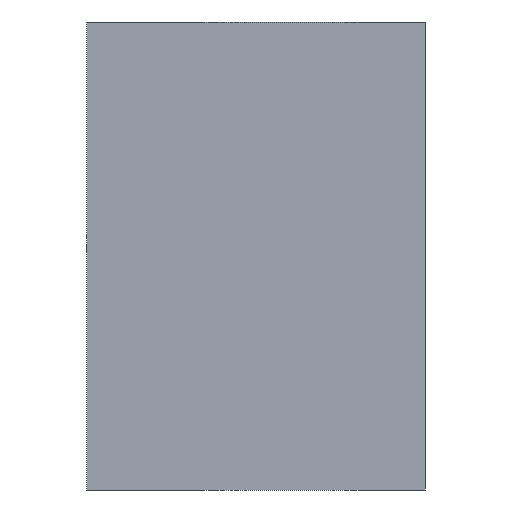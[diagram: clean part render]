
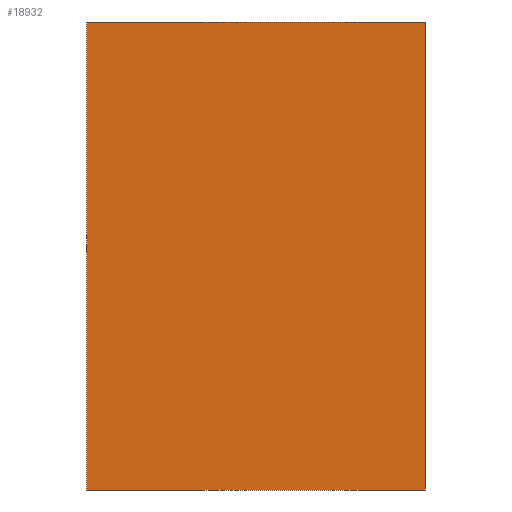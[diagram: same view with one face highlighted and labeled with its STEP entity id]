
A CAD part, front view. The second image highlights one B-rep face of the part: STEP entity #18932.
In plain terms, the highlighted planar face has unit normal (0, -1, 0).
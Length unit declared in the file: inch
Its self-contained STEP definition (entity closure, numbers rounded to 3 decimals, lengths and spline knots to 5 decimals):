
#2238 = CARTESIAN_POINT ( 'NONE',  ( 26., -3.25, -33.5 ) ) ;
#5728 = EDGE_CURVE ( 'NONE', #11311, #8654, #20403, .T. ) ;
#7527 = VECTOR ( 'NONE', #52535, 39.37008 ) ;
#8654 = VERTEX_POINT ( 'NONE', #13953 ) ;
#9861 = ORIENTED_EDGE ( 'NONE', *, *, #49149, .T. ) ;
#10412 = CARTESIAN_POINT ( 'NONE',  ( 26., -3.25, 38.5 ) ) ;
#11311 = VERTEX_POINT ( 'NONE', #10412 ) ;
#13953 = CARTESIAN_POINT ( 'NONE',  ( -26., -3.25, 38.5 ) ) ;
#18932 = ADVANCED_FACE ( 'NONE', ( #36430 ), #61107, .F. ) ;
#19474 = DIRECTION ( 'NONE',  ( 0., 0., 1. ) ) ;
#20403 = LINE ( 'NONE', #54502, #53850 ) ;
#22153 = CARTESIAN_POINT ( 'NONE',  ( 0., -3.25, 0. ) ) ;
#23637 = LINE ( 'NONE', #2238, #68145 ) ;
#25640 = CARTESIAN_POINT ( 'NONE',  ( -26., -3.25, -33.5 ) ) ;
#26118 = EDGE_LOOP ( 'NONE', ( #65207, #35119, #31941, #9861 ) ) ;
#27164 = VERTEX_POINT ( 'NONE', #30737 ) ;
#27669 = DIRECTION ( 'NONE',  ( 0., 0., 1. ) ) ;
#30737 = CARTESIAN_POINT ( 'NONE',  ( 26., -3.25, -33.5 ) ) ;
#31941 = ORIENTED_EDGE ( 'NONE', *, *, #61374, .T. ) ;
#35119 = ORIENTED_EDGE ( 'NONE', *, *, #5728, .T. ) ;
#36430 = FACE_OUTER_BOUND ( 'NONE', #26118, .T. ) ;
#40328 = AXIS2_PLACEMENT_3D ( 'NONE', #22153, #43727, #27669 ) ;
#43727 = DIRECTION ( 'NONE',  ( 0., 1., 0. ) ) ;
#45402 = EDGE_CURVE ( 'NONE', #27164, #11311, #23637, .T. ) ;
#46576 = CARTESIAN_POINT ( 'NONE',  ( -26., -3.25, -33.5 ) ) ;
#47745 = DIRECTION ( 'NONE',  ( 1., 0., 0. ) ) ;
#49149 = EDGE_CURVE ( 'NONE', #59120, #27164, #52280, .T. ) ;
#52280 = LINE ( 'NONE', #69897, #65042 ) ;
#52535 = DIRECTION ( 'NONE',  ( 0., 0., -1. ) ) ;
#53850 = VECTOR ( 'NONE', #59259, 39.37008 ) ;
#54502 = CARTESIAN_POINT ( 'NONE',  ( -26., -3.25, 38.5 ) ) ;
#59120 = VERTEX_POINT ( 'NONE', #25640 ) ;
#59259 = DIRECTION ( 'NONE',  ( -1., 0., 0. ) ) ;
#61107 = PLANE ( 'NONE',  #40328 ) ;
#61374 = EDGE_CURVE ( 'NONE', #8654, #59120, #63149, .T. ) ;
#63149 = LINE ( 'NONE', #46576, #7527 ) ;
#65042 = VECTOR ( 'NONE', #47745, 39.37008 ) ;
#65207 = ORIENTED_EDGE ( 'NONE', *, *, #45402, .T. ) ;
#68145 = VECTOR ( 'NONE', #19474, 39.37008 ) ;
#69897 = CARTESIAN_POINT ( 'NONE',  ( -26., -3.25, -33.5 ) ) ;
